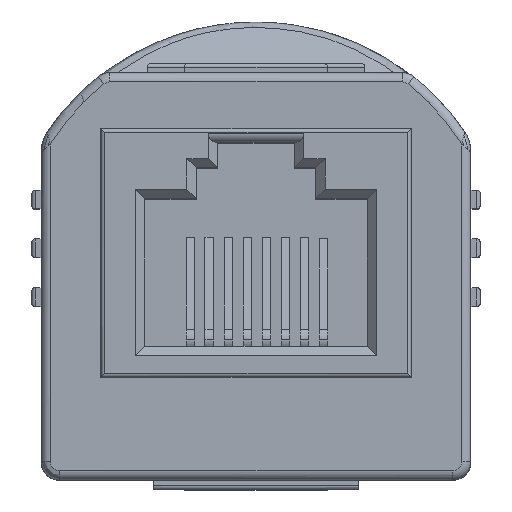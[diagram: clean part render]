
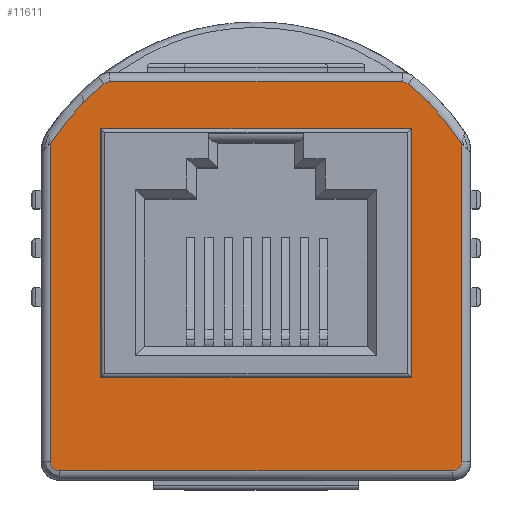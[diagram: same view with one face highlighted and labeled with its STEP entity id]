
A CAD part, top view. The second image highlights one B-rep face of the part: STEP entity #11611.
In plain terms, the highlighted planar face has unit normal (0, 0, 1).
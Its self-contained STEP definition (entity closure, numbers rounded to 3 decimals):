
#11502=AXIS2_PLACEMENT_3D('Plane Axis2P3D',#11499,#11500,#11501) ;
#11506=AXIS2_PLACEMENT_3D('Circle Axis2P3D',#11504,#11505,$) ;
#11522=AXIS2_PLACEMENT_3D('Circle Axis2P3D',#11520,#11521,$) ;
#11527=AXIS2_PLACEMENT_3D('Circle Axis2P3D',#11525,#11526,$) ;
#11534=AXIS2_PLACEMENT_3D('Circle Axis2P3D',#11532,#11533,$) ;
#11548=AXIS2_PLACEMENT_3D('Circle Axis2P3D',#11546,#11547,$) ;
#11555=AXIS2_PLACEMENT_3D('Circle Axis2P3D',#11553,#11554,$) ;
#10003=CARTESIAN_POINT('Vertex',(23.,18.478,48.1)) ;
#10006=CARTESIAN_POINT('Line Origine',(23.,1.16,48.1)) ;
#10010=CARTESIAN_POINT('Vertex',(23.,1.5,48.1)) ;
#11499=CARTESIAN_POINT('Axis2P3D Location',(12.,11.4,48.1)) ;
#11504=CARTESIAN_POINT('Axis2P3D Location',(1.5,1.5,48.1)) ;
#11508=CARTESIAN_POINT('Vertex',(1.5,1.,48.1)) ;
#11510=CARTESIAN_POINT('Vertex',(1.,1.5,48.1)) ;
#11513=CARTESIAN_POINT('Line Origine',(12.,1.,48.1)) ;
#11517=CARTESIAN_POINT('Vertex',(22.5,1.,48.1)) ;
#11520=CARTESIAN_POINT('Axis2P3D Location',(22.5,1.5,48.1)) ;
#11525=CARTESIAN_POINT('Axis2P3D Location',(12.,11.55,48.1)) ;
#11529=CARTESIAN_POINT('Vertex',(20.135,21.69,48.1)) ;
#11532=CARTESIAN_POINT('Axis2P3D Location',(19.822,21.3,48.1)) ;
#11536=CARTESIAN_POINT('Vertex',(19.822,21.8,48.1)) ;
#11539=CARTESIAN_POINT('Line Origine',(12.,21.8,48.1)) ;
#11543=CARTESIAN_POINT('Vertex',(4.178,21.8,48.1)) ;
#11546=CARTESIAN_POINT('Axis2P3D Location',(4.178,21.3,48.1)) ;
#11550=CARTESIAN_POINT('Vertex',(3.865,21.69,48.1)) ;
#11553=CARTESIAN_POINT('Axis2P3D Location',(12.,11.55,48.1)) ;
#11557=CARTESIAN_POINT('Vertex',(1.,18.478,48.1)) ;
#11560=CARTESIAN_POINT('Line Origine',(1.,9.989,48.1)) ;
#11577=CARTESIAN_POINT('Line Origine',(12.001,19.3,48.1)) ;
#11581=CARTESIAN_POINT('Vertex',(20.301,19.3,48.1)) ;
#11583=CARTESIAN_POINT('Vertex',(3.701,19.3,48.1)) ;
#11586=CARTESIAN_POINT('Line Origine',(20.301,12.65,48.1)) ;
#11590=CARTESIAN_POINT('Vertex',(20.301,6.,48.1)) ;
#11593=CARTESIAN_POINT('Line Origine',(12.001,6.,48.1)) ;
#11597=CARTESIAN_POINT('Vertex',(3.701,6.,48.1)) ;
#11600=CARTESIAN_POINT('Line Origine',(3.701,12.65,48.1)) ;
#10007=DIRECTION('Vector Direction',(0.,1.,0.)) ;
#11500=DIRECTION('Axis2P3D Direction',(0.,0.,-1.)) ;
#11501=DIRECTION('Axis2P3D XDirection',(-1.,0.,0.)) ;
#11505=DIRECTION('Axis2P3D Direction',(0.,0.,-1.)) ;
#11514=DIRECTION('Vector Direction',(1.,0.,0.)) ;
#11521=DIRECTION('Axis2P3D Direction',(0.,0.,-1.)) ;
#11526=DIRECTION('Axis2P3D Direction',(0.,0.,-1.)) ;
#11533=DIRECTION('Axis2P3D Direction',(0.,0.,-1.)) ;
#11540=DIRECTION('Vector Direction',(-1.,0.,0.)) ;
#11547=DIRECTION('Axis2P3D Direction',(0.,0.,-1.)) ;
#11554=DIRECTION('Axis2P3D Direction',(0.,0.,-1.)) ;
#11561=DIRECTION('Vector Direction',(0.,-1.,0.)) ;
#11578=DIRECTION('Vector Direction',(-1.,0.,0.)) ;
#11587=DIRECTION('Vector Direction',(0.,1.,0.)) ;
#11594=DIRECTION('Vector Direction',(1.,0.,0.)) ;
#11601=DIRECTION('Vector Direction',(0.,-1.,0.)) ;
#10008=VECTOR('Line Direction',#10007,1.) ;
#11515=VECTOR('Line Direction',#11514,1.) ;
#11541=VECTOR('Line Direction',#11540,1.) ;
#11562=VECTOR('Line Direction',#11561,1.) ;
#11579=VECTOR('Line Direction',#11578,1.) ;
#11588=VECTOR('Line Direction',#11587,1.) ;
#11595=VECTOR('Line Direction',#11594,1.) ;
#11602=VECTOR('Line Direction',#11601,1.) ;
#11566=ORIENTED_EDGE('',*,*,#11512,.F.) ;
#11567=ORIENTED_EDGE('',*,*,#11519,.T.) ;
#11568=ORIENTED_EDGE('',*,*,#11524,.F.) ;
#11569=ORIENTED_EDGE('',*,*,#10012,.T.) ;
#11570=ORIENTED_EDGE('',*,*,#11531,.F.) ;
#11571=ORIENTED_EDGE('',*,*,#11538,.F.) ;
#11572=ORIENTED_EDGE('',*,*,#11545,.T.) ;
#11573=ORIENTED_EDGE('',*,*,#11552,.F.) ;
#11574=ORIENTED_EDGE('',*,*,#11559,.F.) ;
#11575=ORIENTED_EDGE('',*,*,#11564,.T.) ;
#11606=ORIENTED_EDGE('',*,*,#11585,.F.) ;
#11607=ORIENTED_EDGE('',*,*,#11592,.F.) ;
#11608=ORIENTED_EDGE('',*,*,#11599,.F.) ;
#11609=ORIENTED_EDGE('',*,*,#11604,.F.) ;
#11610=FACE_BOUND('',#11605,.T.) ;
#11611=ADVANCED_FACE('BREP_WITH_VOIDS #2149',(#11576,#11610),#11503,.F.) ;
#11507=CIRCLE('generated circle',#11506,0.5) ;
#11523=CIRCLE('generated circle',#11522,0.5) ;
#11528=CIRCLE('generated circle',#11527,13.) ;
#11535=CIRCLE('generated circle',#11534,0.5) ;
#11549=CIRCLE('generated circle',#11548,0.5) ;
#11556=CIRCLE('generated circle',#11555,13.) ;
#10012=EDGE_CURVE('',#10011,#10004,#10009,.T.) ;
#11512=EDGE_CURVE('',#11509,#11511,#11507,.T.) ;
#11519=EDGE_CURVE('',#11509,#11518,#11516,.T.) ;
#11524=EDGE_CURVE('',#10011,#11518,#11523,.T.) ;
#11531=EDGE_CURVE('',#11530,#10004,#11528,.T.) ;
#11538=EDGE_CURVE('',#11537,#11530,#11535,.T.) ;
#11545=EDGE_CURVE('',#11537,#11544,#11542,.T.) ;
#11552=EDGE_CURVE('',#11551,#11544,#11549,.T.) ;
#11559=EDGE_CURVE('',#11558,#11551,#11556,.T.) ;
#11564=EDGE_CURVE('',#11558,#11511,#11563,.T.) ;
#11585=EDGE_CURVE('',#11582,#11584,#11580,.T.) ;
#11592=EDGE_CURVE('',#11591,#11582,#11589,.T.) ;
#11599=EDGE_CURVE('',#11598,#11591,#11596,.T.) ;
#11604=EDGE_CURVE('',#11584,#11598,#11603,.T.) ;
#11565=EDGE_LOOP('',(#11566,#11567,#11568,#11569,#11570,#11571,#11572,#11573,#11574,#11575)) ;
#11605=EDGE_LOOP('',(#11606,#11607,#11608,#11609)) ;
#11576=FACE_OUTER_BOUND('',#11565,.T.) ;
#10009=LINE('Line',#10006,#10008) ;
#11516=LINE('Line',#11513,#11515) ;
#11542=LINE('Line',#11539,#11541) ;
#11563=LINE('Line',#11560,#11562) ;
#11580=LINE('Line',#11577,#11579) ;
#11589=LINE('Line',#11586,#11588) ;
#11596=LINE('Line',#11593,#11595) ;
#11603=LINE('Line',#11600,#11602) ;
#11503=PLANE('',#11502) ;
#10004=VERTEX_POINT('',#10003) ;
#10011=VERTEX_POINT('',#10010) ;
#11509=VERTEX_POINT('',#11508) ;
#11511=VERTEX_POINT('',#11510) ;
#11518=VERTEX_POINT('',#11517) ;
#11530=VERTEX_POINT('',#11529) ;
#11537=VERTEX_POINT('',#11536) ;
#11544=VERTEX_POINT('',#11543) ;
#11551=VERTEX_POINT('',#11550) ;
#11558=VERTEX_POINT('',#11557) ;
#11582=VERTEX_POINT('',#11581) ;
#11584=VERTEX_POINT('',#11583) ;
#11591=VERTEX_POINT('',#11590) ;
#11598=VERTEX_POINT('',#11597) ;
